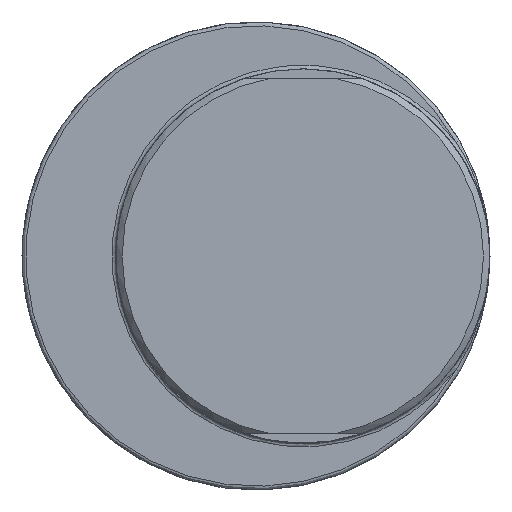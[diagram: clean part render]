
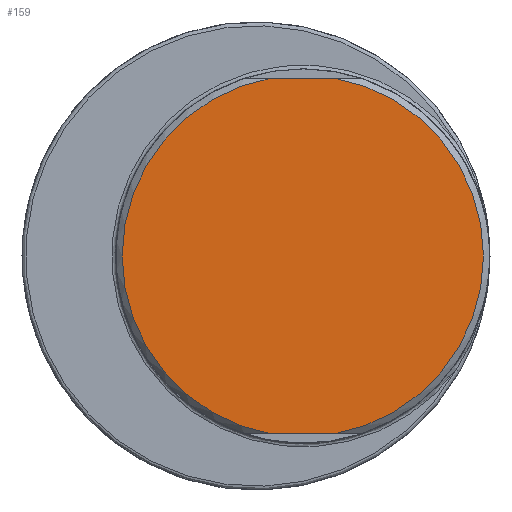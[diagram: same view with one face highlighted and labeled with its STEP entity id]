
A CAD part, left-side view. The second image highlights one B-rep face of the part: STEP entity #159.
In plain terms, the highlighted planar face has unit normal (-1, 0, 0).
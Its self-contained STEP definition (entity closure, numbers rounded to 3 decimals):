
#94=LINE('',#681,#102);
#95=LINE('',#682,#103);
#102=VECTOR('',#494,1.);
#103=VECTOR('',#495,1.);
#119=PLANE('',#420);
#159=ADVANCED_FACE('',(#183),#119,.F.);
#183=FACE_OUTER_BOUND('',#204,.T.);
#204=EDGE_LOOP('',(#287,#288,#289,#290));
#225=CIRCLE('',#397,19.3);
#238=CIRCLE('',#418,19.3);
#287=ORIENTED_EDGE('',*,*,#374,.T.);
#288=ORIENTED_EDGE('',*,*,#376,.T.);
#289=ORIENTED_EDGE('',*,*,#352,.T.);
#290=ORIENTED_EDGE('',*,*,#377,.T.);
#323=VERTEX_POINT('',#544);
#325=VERTEX_POINT('',#551);
#340=VERTEX_POINT('',#673);
#341=VERTEX_POINT('',#675);
#352=EDGE_CURVE('',#323,#325,#225,.T.);
#374=EDGE_CURVE('',#341,#340,#238,.T.);
#376=EDGE_CURVE('',#340,#323,#94,.T.);
#377=EDGE_CURVE('',#325,#341,#95,.T.);
#397=AXIS2_PLACEMENT_3D('',#552,#444,#445);
#418=AXIS2_PLACEMENT_3D('',#674,#490,#491);
#420=AXIS2_PLACEMENT_3D('',#683,#496,#497);
#444=DIRECTION('',(-1.,0.,0.));
#445=DIRECTION('',(0.,0.,-1.));
#490=DIRECTION('',(-1.,0.,0.));
#491=DIRECTION('',(0.,0.,-1.));
#494=DIRECTION('',(0.,-1.,0.));
#495=DIRECTION('',(0.,1.,0.));
#496=DIRECTION('',(1.,0.,0.));
#497=DIRECTION('',(0.,0.,-1.));
#544=CARTESIAN_POINT('',(-5.,-8.39,-19.));
#551=CARTESIAN_POINT('',(-5.,-8.39,19.));
#552=CARTESIAN_POINT('',(-5.,-5.,0.));
#673=CARTESIAN_POINT('',(-5.,-1.61,-19.));
#674=CARTESIAN_POINT('',(-5.,-5.,0.));
#675=CARTESIAN_POINT('',(-5.,-1.61,19.));
#681=CARTESIAN_POINT('',(-5.,0.,-19.));
#682=CARTESIAN_POINT('',(-5.,0.,19.));
#683=CARTESIAN_POINT('',(-5.,0.,0.));
